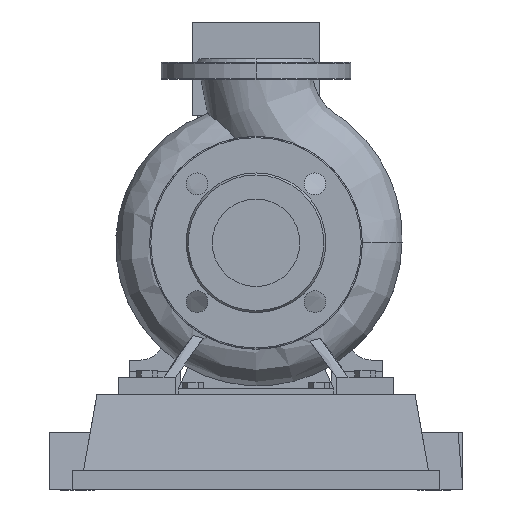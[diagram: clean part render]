
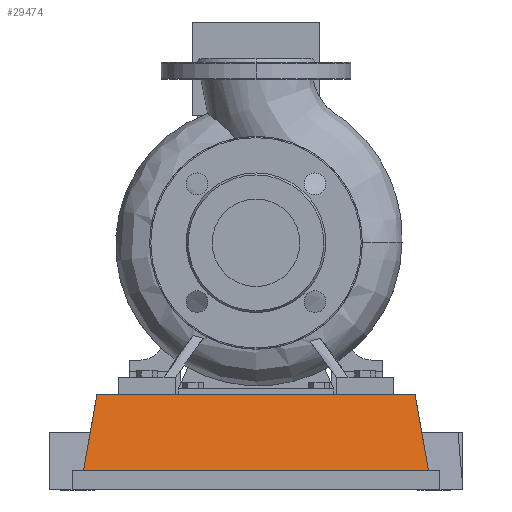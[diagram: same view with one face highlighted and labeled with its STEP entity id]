
A CAD part, left-side view. The second image highlights one B-rep face of the part: STEP entity #29474.
In plain terms, the highlighted planar face has unit normal (-0.985, 0, 0.174).
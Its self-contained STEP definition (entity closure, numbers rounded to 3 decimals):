
#27730=CARTESIAN_POINT('',(-65.,-150.,16.6));
#27731=VERTEX_POINT('',#27730);
#27738=CARTESIAN_POINT('',(-65.,150.0,16.6));
#27739=VERTEX_POINT('',#27738);
#27740=CARTESIAN_POINT('',(-65.,-150.,16.6));
#27741=DIRECTION('',(0.0,1.0,0.0));
#27742=VECTOR('',#27741,300.0);
#27743=LINE('',#27740,#27742);
#27744=EDGE_CURVE('',#27731,#27739,#27743,.T.);
#29208=CARTESIAN_POINT('',(-53.292,-138.292,83.0));
#29209=VERTEX_POINT('',#29208);
#29216=CARTESIAN_POINT('',(-65.,-150.,16.6));
#29217=DIRECTION('',(0.171,0.171,0.97));
#29218=VECTOR('',#29217,68.433);
#29219=LINE('',#29216,#29218);
#29220=EDGE_CURVE('',#27731,#29209,#29219,.T.);
#29451=CARTESIAN_POINT('',(-65.,-150.,16.6));
#29452=DIRECTION('',(-0.985,0.,0.174));
#29453=DIRECTION('',(0.0,-1.0,0.0));
#29454=AXIS2_PLACEMENT_3D('',#29451,#29452,#29453);
#29455=PLANE('',#29454);
#29456=CARTESIAN_POINT('',(-53.292,138.292,83.0));
#29457=VERTEX_POINT('',#29456);
#29458=CARTESIAN_POINT('',(-53.292,-138.292,83.0));
#29459=DIRECTION('',(0.0,1.0,0.0));
#29460=VECTOR('',#29459,276.584);
#29461=LINE('',#29458,#29460);
#29462=EDGE_CURVE('',#29209,#29457,#29461,.T.);
#29463=ORIENTED_EDGE('',*,*,#29462,.T.);
#29464=CARTESIAN_POINT('',(-65.,150.0,16.6));
#29465=DIRECTION('',(0.171,-0.171,0.97));
#29466=VECTOR('',#29465,68.433);
#29467=LINE('',#29464,#29466);
#29468=EDGE_CURVE('',#27739,#29457,#29467,.T.);
#29469=ORIENTED_EDGE('',*,*,#29468,.F.);
#29470=ORIENTED_EDGE('',*,*,#27744,.F.);
#29471=ORIENTED_EDGE('',*,*,#29220,.T.);
#29472=EDGE_LOOP('',(#29463,#29469,#29470,#29471));
#29473=FACE_OUTER_BOUND('',#29472,.T.);
#29474=ADVANCED_FACE('',(#29473),#29455,.T.);
